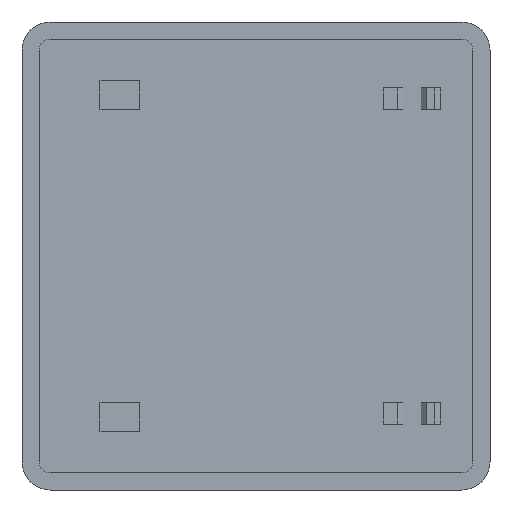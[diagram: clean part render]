
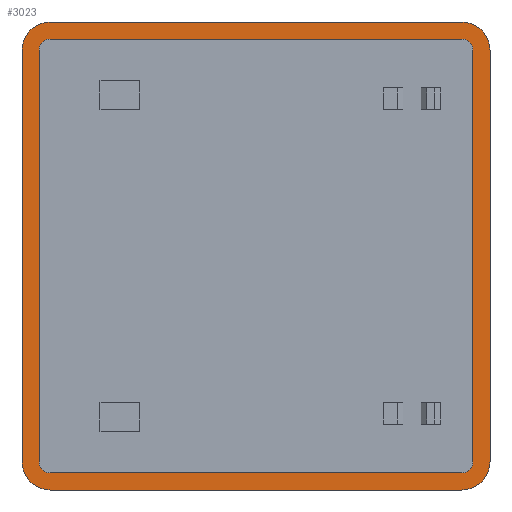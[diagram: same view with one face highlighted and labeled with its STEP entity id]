
A CAD part, front view. The second image highlights one B-rep face of the part: STEP entity #3023.
In plain terms, the highlighted planar face has unit normal (0, -1, 0).
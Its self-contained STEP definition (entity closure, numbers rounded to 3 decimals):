
#244 = ORIENTED_EDGE ( 'NONE', *, *, #248, .T. ) ;
#248 = EDGE_CURVE ( 'NONE', #284, #315, #3753, .T. ) ;
#249 = ORIENTED_EDGE ( 'NONE', *, *, #299, .F. ) ;
#261 = VERTEX_POINT ( 'NONE', #370 ) ;
#262 = ORIENTED_EDGE ( 'NONE', *, *, #264, .F. ) ;
#263 = ORIENTED_EDGE ( 'NONE', *, *, #285, .F. ) ;
#264 = EDGE_CURVE ( 'NONE', #3078, #261, #368, .T. ) ;
#272 = VERTEX_POINT ( 'NONE', #426 ) ;
#283 = EDGE_CURVE ( 'NONE', #296, #261, #412, .T. ) ;
#284 = VERTEX_POINT ( 'NONE', #407 ) ;
#285 = EDGE_CURVE ( 'NONE', #284, #3086, #406, .T. ) ;
#289 = ORIENTED_EDGE ( 'NONE', *, *, #283, .T. ) ;
#296 = VERTEX_POINT ( 'NONE', #467 ) ;
#299 = EDGE_CURVE ( 'NONE', #296, #315, #513, .T. ) ;
#312 = VERTEX_POINT ( 'NONE', #540 ) ;
#313 = EDGE_CURVE ( 'NONE', #312, #272, #539, .T. ) ;
#315 = VERTEX_POINT ( 'NONE', #535 ) ;
#365 = DIRECTION ( 'NONE',  ( -1., 0., 0. ) ) ;
#366 = VECTOR ( 'NONE', #365, 1000. ) ;
#367 = CARTESIAN_POINT ( 'NONE',  ( 152.501, 179.579, 15.9 ) ) ;
#368 = LINE ( 'NONE', #367, #366 ) ;
#370 = CARTESIAN_POINT ( 'NONE',  ( 153.501, 179.579, 15.9 ) ) ;
#405 = CARTESIAN_POINT ( 'NONE',  ( 152.501, 179.579, 0.6 ) ) ;
#406 = LINE ( 'NONE', #405, #464 ) ;
#407 = CARTESIAN_POINT ( 'NONE',  ( 153.501, 179.579, 0.6 ) ) ;
#408 = DIRECTION ( 'NONE',  ( 0., 0., 1. ) ) ;
#409 = DIRECTION ( 'NONE',  ( 0., 1., 0. ) ) ;
#410 = CARTESIAN_POINT ( 'NONE',  ( 153.501, 179.579, 15.5 ) ) ;
#411 = AXIS2_PLACEMENT_3D ( 'NONE', #410, #409, #408 ) ;
#412 = CIRCLE ( 'NONE', #411, 0.4 ) ;
#426 = CARTESIAN_POINT ( 'NONE',  ( 168.401, 179.579, 1. ) ) ;
#463 = DIRECTION ( 'NONE',  ( 1., 0., 0. ) ) ;
#464 = VECTOR ( 'NONE', #463, 1000. ) ;
#467 = CARTESIAN_POINT ( 'NONE',  ( 153.101, 179.579, 15.5 ) ) ;
#510 = DIRECTION ( 'NONE',  ( 0., 0., -1. ) ) ;
#511 = VECTOR ( 'NONE', #510, 1000. ) ;
#512 = CARTESIAN_POINT ( 'NONE',  ( 153.101, 179.579, 16.5 ) ) ;
#513 = LINE ( 'NONE', #512, #511 ) ;
#535 = CARTESIAN_POINT ( 'NONE',  ( 153.101, 179.579, 1. ) ) ;
#536 = DIRECTION ( 'NONE',  ( 0., 0., -1. ) ) ;
#537 = VECTOR ( 'NONE', #536, 1000. ) ;
#538 = CARTESIAN_POINT ( 'NONE',  ( 168.401, 179.579, 16.5 ) ) ;
#539 = LINE ( 'NONE', #538, #537 ) ;
#540 = CARTESIAN_POINT ( 'NONE',  ( 168.401, 179.579, 15.5 ) ) ;
#1936 = FACE_BOUND ( 'NONE', #3065, .T. ) ;
#1937 = FACE_OUTER_BOUND ( 'NONE', #3024, .T. ) ;
#1938 = DIRECTION ( 'NONE',  ( 0., 0., -1. ) ) ;
#1939 = VECTOR ( 'NONE', #1938, 1000. ) ;
#1940 = CARTESIAN_POINT ( 'NONE',  ( 152.501, 179.579, 16.5 ) ) ;
#1941 = LINE ( 'NONE', #1940, #1939 ) ;
#1943 = DIRECTION ( 'NONE',  ( 0., 0., 1. ) ) ;
#1944 = DIRECTION ( 'NONE',  ( 0., -1., 0. ) ) ;
#1945 = CARTESIAN_POINT ( 'NONE',  ( 153.501, 179.579, 15.5 ) ) ;
#1946 = AXIS2_PLACEMENT_3D ( 'NONE', #1945, #1944, #1943 ) ;
#1947 = CIRCLE ( 'NONE', #1946, 1. ) ;
#1948 = CARTESIAN_POINT ( 'NONE',  ( 153.501, 179.579, 16.5 ) ) ;
#1949 = DIRECTION ( 'NONE',  ( 1., 0., 0. ) ) ;
#1950 = VECTOR ( 'NONE', #1949, 1000. ) ;
#1951 = CARTESIAN_POINT ( 'NONE',  ( 169.001, 179.579, 16.5 ) ) ;
#1952 = LINE ( 'NONE', #1951, #1950 ) ;
#1979 = DIRECTION ( 'NONE',  ( 0., 0., 1. ) ) ;
#1980 = DIRECTION ( 'NONE',  ( 0., 1., 0. ) ) ;
#1981 = CARTESIAN_POINT ( 'NONE',  ( 153.101, 179.579, 16.5 ) ) ;
#1982 = AXIS2_PLACEMENT_3D ( 'NONE', #1981, #1980, #1979 ) ;
#1983 = PLANE ( 'NONE',  #1982 ) ;
#2100 = CARTESIAN_POINT ( 'NONE',  ( 168.001, 179.579, 0. ) ) ;
#2101 = DIRECTION ( 'NONE',  ( 1., 0., 0. ) ) ;
#2102 = VECTOR ( 'NONE', #2101, 1000. ) ;
#2103 = CARTESIAN_POINT ( 'NONE',  ( 153.101, 179.579, 0. ) ) ;
#2104 = LINE ( 'NONE', #2103, #2102 ) ;
#2126 = CIRCLE ( 'NONE', #2192, 0.4 ) ;
#2132 = CARTESIAN_POINT ( 'NONE',  ( 168.001, 179.579, 15.9 ) ) ;
#2133 = DIRECTION ( 'NONE',  ( 0., 0., 1. ) ) ;
#2134 = DIRECTION ( 'NONE',  ( 0., 1., 0. ) ) ;
#2135 = CARTESIAN_POINT ( 'NONE',  ( 168.001, 179.579, 15.5 ) ) ;
#2136 = AXIS2_PLACEMENT_3D ( 'NONE', #2135, #2134, #2133 ) ;
#2137 = CIRCLE ( 'NONE', #2136, 0.4 ) ;
#2138 = CARTESIAN_POINT ( 'NONE',  ( 169.001, 179.579, 1. ) ) ;
#2141 = CARTESIAN_POINT ( 'NONE',  ( 152.501, 179.579, 15.5 ) ) ;
#2146 = CARTESIAN_POINT ( 'NONE',  ( 153.501, 179.579, 0. ) ) ;
#2147 = DIRECTION ( 'NONE',  ( 0., 0., 1. ) ) ;
#2148 = DIRECTION ( 'NONE',  ( 0., -1., 0. ) ) ;
#2149 = CARTESIAN_POINT ( 'NONE',  ( 153.501, 179.579, 1. ) ) ;
#2150 = AXIS2_PLACEMENT_3D ( 'NONE', #2149, #2148, #2147 ) ;
#2151 = CIRCLE ( 'NONE', #2150, 1. ) ;
#2152 = DIRECTION ( 'NONE',  ( 0., 0., 1. ) ) ;
#2153 = DIRECTION ( 'NONE',  ( 0., -1., 0. ) ) ;
#2154 = CARTESIAN_POINT ( 'NONE',  ( 168.001, 179.579, 1. ) ) ;
#2155 = AXIS2_PLACEMENT_3D ( 'NONE', #2154, #2153, #2152 ) ;
#2156 = CIRCLE ( 'NONE', #2155, 1. ) ;
#2176 = CARTESIAN_POINT ( 'NONE',  ( 169.001, 179.579, 15.5 ) ) ;
#2177 = DIRECTION ( 'NONE',  ( 0., 0., -1. ) ) ;
#2178 = VECTOR ( 'NONE', #2177, 1000. ) ;
#2179 = CARTESIAN_POINT ( 'NONE',  ( 169.001, 179.579, 16.5 ) ) ;
#2180 = LINE ( 'NONE', #2179, #2178 ) ;
#2181 = CARTESIAN_POINT ( 'NONE',  ( 152.501, 179.579, 1. ) ) ;
#2182 = CARTESIAN_POINT ( 'NONE',  ( 168.001, 179.579, 16.5 ) ) ;
#2183 = DIRECTION ( 'NONE',  ( 0., 0., 1. ) ) ;
#2184 = DIRECTION ( 'NONE',  ( 0., -1., 0. ) ) ;
#2185 = CARTESIAN_POINT ( 'NONE',  ( 168.001, 179.579, 15.5 ) ) ;
#2186 = AXIS2_PLACEMENT_3D ( 'NONE', #2185, #2184, #2183 ) ;
#2187 = CIRCLE ( 'NONE', #2186, 1. ) ;
#2188 = CARTESIAN_POINT ( 'NONE',  ( 168.001, 179.579, 0.6 ) ) ;
#2189 = DIRECTION ( 'NONE',  ( 0., 0., 1. ) ) ;
#2190 = DIRECTION ( 'NONE',  ( 0., 1., 0. ) ) ;
#2191 = CARTESIAN_POINT ( 'NONE',  ( 168.001, 179.579, 1. ) ) ;
#2192 = AXIS2_PLACEMENT_3D ( 'NONE', #2191, #2190, #2189 ) ;
#3014 = ORIENTED_EDGE ( 'NONE', *, *, #3015, .F. ) ;
#3015 = EDGE_CURVE ( 'NONE', #3016, #3090, #1952, .T. ) ;
#3016 = VERTEX_POINT ( 'NONE', #1948 ) ;
#3017 = ORIENTED_EDGE ( 'NONE', *, *, #3018, .T. ) ;
#3018 = EDGE_CURVE ( 'NONE', #3016, #3072, #1947, .T. ) ;
#3021 = ORIENTED_EDGE ( 'NONE', *, *, #3093, .F. ) ;
#3022 = EDGE_CURVE ( 'NONE', #3072, #3091, #1941, .T. ) ;
#3023 = ADVANCED_FACE ( 'NONE', ( #1937, #1936 ), #1983, .F. ) ;
#3024 = EDGE_LOOP ( 'NONE', ( #3021, #3088, #3014, #3017, #3066, #3067, #3060, #3063 ) ) ;
#3060 = ORIENTED_EDGE ( 'NONE', *, *, #3061, .T. ) ;
#3061 = EDGE_CURVE ( 'NONE', #3069, #3062, #2104, .T. ) ;
#3062 = VERTEX_POINT ( 'NONE', #2100 ) ;
#3063 = ORIENTED_EDGE ( 'NONE', *, *, #3064, .T. ) ;
#3064 = EDGE_CURVE ( 'NONE', #3062, #3075, #2156, .T. ) ;
#3065 = EDGE_LOOP ( 'NONE', ( #3076, #3083, #3084, #263, #244, #249, #289, #262 ) ) ;
#3066 = ORIENTED_EDGE ( 'NONE', *, *, #3022, .T. ) ;
#3067 = ORIENTED_EDGE ( 'NONE', *, *, #3068, .T. ) ;
#3068 = EDGE_CURVE ( 'NONE', #3091, #3069, #2151, .T. ) ;
#3069 = VERTEX_POINT ( 'NONE', #2146 ) ;
#3072 = VERTEX_POINT ( 'NONE', #2141 ) ;
#3075 = VERTEX_POINT ( 'NONE', #2138 ) ;
#3076 = ORIENTED_EDGE ( 'NONE', *, *, #3077, .T. ) ;
#3077 = EDGE_CURVE ( 'NONE', #3078, #312, #2137, .T. ) ;
#3078 = VERTEX_POINT ( 'NONE', #2132 ) ;
#3083 = ORIENTED_EDGE ( 'NONE', *, *, #313, .T. ) ;
#3084 = ORIENTED_EDGE ( 'NONE', *, *, #3085, .T. ) ;
#3085 = EDGE_CURVE ( 'NONE', #272, #3086, #2126, .T. ) ;
#3086 = VERTEX_POINT ( 'NONE', #2188 ) ;
#3088 = ORIENTED_EDGE ( 'NONE', *, *, #3089, .T. ) ;
#3089 = EDGE_CURVE ( 'NONE', #3095, #3090, #2187, .T. ) ;
#3090 = VERTEX_POINT ( 'NONE', #2182 ) ;
#3091 = VERTEX_POINT ( 'NONE', #2181 ) ;
#3093 = EDGE_CURVE ( 'NONE', #3095, #3075, #2180, .T. ) ;
#3095 = VERTEX_POINT ( 'NONE', #2176 ) ;
#3749 = DIRECTION ( 'NONE',  ( 0., 0., 1. ) ) ;
#3750 = DIRECTION ( 'NONE',  ( 0., 1., 0. ) ) ;
#3751 = CARTESIAN_POINT ( 'NONE',  ( 153.501, 179.579, 1. ) ) ;
#3752 = AXIS2_PLACEMENT_3D ( 'NONE', #3751, #3750, #3749 ) ;
#3753 = CIRCLE ( 'NONE', #3752, 0.4 ) ;
